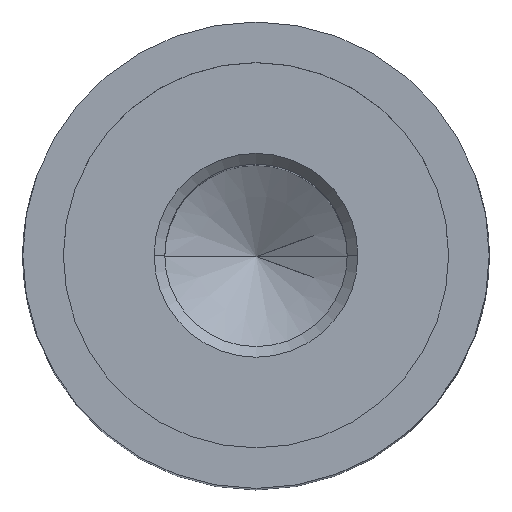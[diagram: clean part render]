
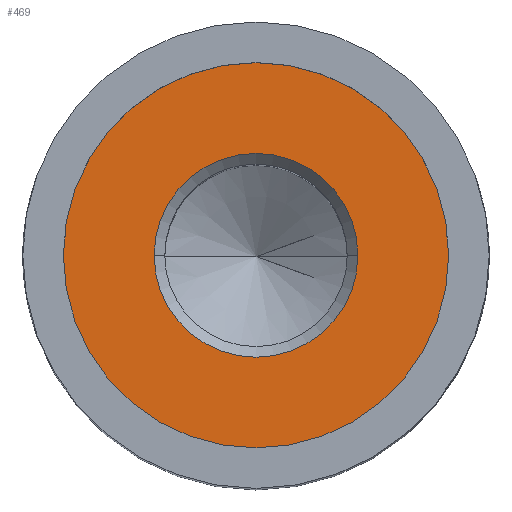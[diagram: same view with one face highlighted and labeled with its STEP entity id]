
A CAD part, top view. The second image highlights one B-rep face of the part: STEP entity #469.
In plain terms, the highlighted planar face has unit normal (0, 0, 1).
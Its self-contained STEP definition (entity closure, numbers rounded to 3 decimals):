
#6 = FACE_BOUND ( 'NONE', #495, .T. ) ;
#11 = CARTESIAN_POINT ( 'NONE',  ( -9.5, 0., 42. ) ) ;
#15 = DIRECTION ( 'NONE',  ( 0., 0., 1. ) ) ;
#39 = CARTESIAN_POINT ( 'NONE',  ( 0., 0., 42. ) ) ;
#61 = CARTESIAN_POINT ( 'NONE',  ( 0., 0., 42. ) ) ;
#75 = DIRECTION ( 'NONE',  ( 1., 0., 0. ) ) ;
#123 = EDGE_CURVE ( 'NONE', #827, #514, #363, .T. ) ;
#129 = PLANE ( 'NONE',  #223 ) ;
#161 = ORIENTED_EDGE ( 'NONE', *, *, #872, .T. ) ;
#209 = AXIS2_PLACEMENT_3D ( 'NONE', #61, #606, #75 ) ;
#212 = DIRECTION ( 'NONE',  ( 0., 0., 1. ) ) ;
#213 = DIRECTION ( 'NONE',  ( 1., 0., 0. ) ) ;
#216 = CARTESIAN_POINT ( 'NONE',  ( 5.025, 0., 42. ) ) ;
#223 = AXIS2_PLACEMENT_3D ( 'NONE', #265, #15, #213 ) ;
#233 = VERTEX_POINT ( 'NONE', #484 ) ;
#265 = CARTESIAN_POINT ( 'NONE',  ( 0., 0., 42. ) ) ;
#286 = CARTESIAN_POINT ( 'NONE',  ( 0., 0., 42. ) ) ;
#330 = CARTESIAN_POINT ( 'NONE',  ( 0., 0., 42. ) ) ;
#363 = CIRCLE ( 'NONE', #715, 5.025 ) ;
#365 = CIRCLE ( 'NONE', #209, 9.5 ) ;
#367 = ORIENTED_EDGE ( 'NONE', *, *, #745, .F. ) ;
#374 = DIRECTION ( 'NONE',  ( 0., 0., 1. ) ) ;
#432 = ORIENTED_EDGE ( 'NONE', *, *, #520, .T. ) ;
#469 = ADVANCED_FACE ( 'NONE', ( #6, #687 ), #129, .T. ) ;
#484 = CARTESIAN_POINT ( 'NONE',  ( 9.5, 0., 42. ) ) ;
#488 = VERTEX_POINT ( 'NONE', #11 ) ;
#495 = EDGE_LOOP ( 'NONE', ( #708, #367 ) ) ;
#514 = VERTEX_POINT ( 'NONE', #677 ) ;
#520 = EDGE_CURVE ( 'NONE', #233, #488, #365, .T. ) ;
#550 = CIRCLE ( 'NONE', #579, 9.5 ) ;
#579 = AXIS2_PLACEMENT_3D ( 'NONE', #286, #212, #691 ) ;
#593 = DIRECTION ( 'NONE',  ( 1., 0., 0. ) ) ;
#606 = DIRECTION ( 'NONE',  ( 0., 0., 1. ) ) ;
#639 = AXIS2_PLACEMENT_3D ( 'NONE', #330, #820, #593 ) ;
#677 = CARTESIAN_POINT ( 'NONE',  ( -5.025, 0., 42. ) ) ;
#687 = FACE_OUTER_BOUND ( 'NONE', #722, .T. ) ;
#691 = DIRECTION ( 'NONE',  ( 1., 0., 0. ) ) ;
#708 = ORIENTED_EDGE ( 'NONE', *, *, #123, .F. ) ;
#715 = AXIS2_PLACEMENT_3D ( 'NONE', #39, #374, #874 ) ;
#722 = EDGE_LOOP ( 'NONE', ( #432, #161 ) ) ;
#729 = CIRCLE ( 'NONE', #639, 5.025 ) ;
#745 = EDGE_CURVE ( 'NONE', #514, #827, #729, .T. ) ;
#820 = DIRECTION ( 'NONE',  ( 0., 0., 1. ) ) ;
#827 = VERTEX_POINT ( 'NONE', #216 ) ;
#872 = EDGE_CURVE ( 'NONE', #488, #233, #550, .T. ) ;
#874 = DIRECTION ( 'NONE',  ( 1., 0., 0. ) ) ;
